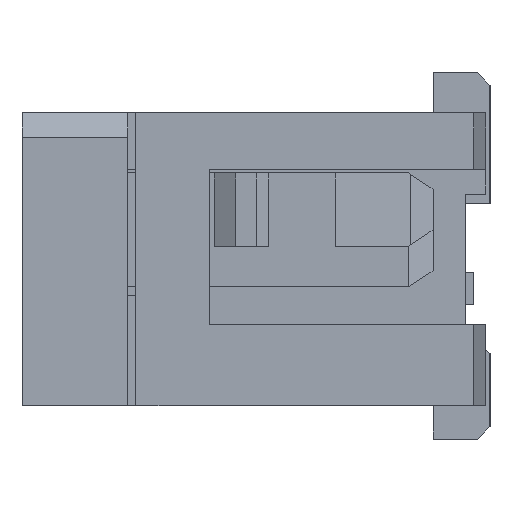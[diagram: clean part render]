
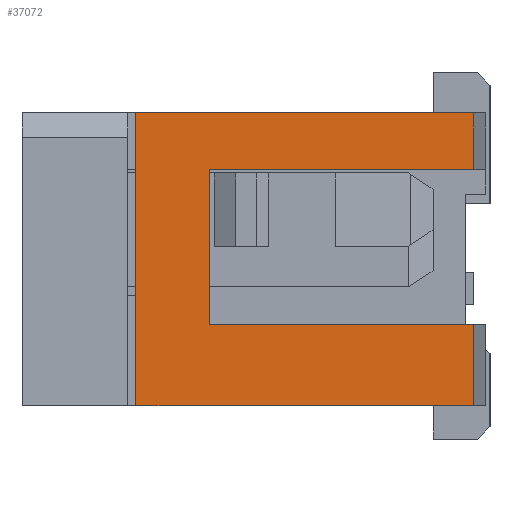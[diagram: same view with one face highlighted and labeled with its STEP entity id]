
A CAD part, left-side view. The second image highlights one B-rep face of the part: STEP entity #37072.
In plain terms, the highlighted planar face has unit normal (-1, 0, 0).
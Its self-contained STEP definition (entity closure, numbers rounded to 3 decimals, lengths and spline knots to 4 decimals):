
#1=DIRECTION('',(0.,0.,-1.));
#2=VECTOR('',#1,3.6);
#3=CARTESIAN_POINT('',(-16.425,4.3,1.8));
#4=LINE('',#3,#2);
#5=DIRECTION('',(0.,-1.,0.));
#6=VECTOR('',#5,4.15);
#7=CARTESIAN_POINT('',(-16.425,4.3,1.8));
#8=LINE('',#7,#6);
#9=DIRECTION('',(0.,0.,-1.));
#10=VECTOR('',#9,0.7);
#11=CARTESIAN_POINT('',(-16.425,0.15,1.8));
#12=LINE('',#11,#10);
#13=DIRECTION('',(0.,1.,0.));
#14=VECTOR('',#13,3.25);
#15=CARTESIAN_POINT('',(-16.425,0.15,1.1));
#16=LINE('',#15,#14);
#17=DIRECTION('',(0.,0.,-1.));
#18=VECTOR('',#17,1.9);
#19=CARTESIAN_POINT('',(-16.425,3.4,1.1));
#20=LINE('',#19,#18);
#21=DIRECTION('',(0.,0.,-1.));
#22=VECTOR('',#21,1.);
#23=CARTESIAN_POINT('',(-16.425,0.15,-0.8));
#24=LINE('',#23,#22);
#25=DIRECTION('',(0.,1.,0.));
#26=VECTOR('',#25,4.15);
#27=CARTESIAN_POINT('',(-16.425,0.15,-1.8));
#28=LINE('',#27,#26);
#11368=DIRECTION('',(0.,1.,0.));
#11369=VECTOR('',#11368,3.25);
#11370=CARTESIAN_POINT('',(-16.425,0.15,-0.8));
#11371=LINE('',#11370,#11369);
#27929=CARTESIAN_POINT('',(-16.425,4.3,1.8));
#27930=CARTESIAN_POINT('',(-16.425,4.3,-1.8));
#27931=VERTEX_POINT('',#27929);
#27932=VERTEX_POINT('',#27930);
#27941=CARTESIAN_POINT('',(-16.425,0.15,1.8));
#27942=VERTEX_POINT('',#27941);
#27957=CARTESIAN_POINT('',(-16.425,0.15,-1.8));
#27958=VERTEX_POINT('',#27957);
#28083=CARTESIAN_POINT('',(-16.425,0.15,1.1));
#28084=VERTEX_POINT('',#28083);
#28085=CARTESIAN_POINT('',(-16.425,0.15,-0.8));
#28086=VERTEX_POINT('',#28085);
#28239=CARTESIAN_POINT('',(-16.425,3.4,1.1));
#28240=CARTESIAN_POINT('',(-16.425,3.4,-0.8));
#28241=VERTEX_POINT('',#28239);
#28242=VERTEX_POINT('',#28240);
#37049=CARTESIAN_POINT('',(-16.425,0.,0.));
#37050=DIRECTION('',(1.,0.,0.));
#37051=DIRECTION('',(0.,-1.,0.));
#37052=AXIS2_PLACEMENT_3D('',#37049,#37050,#37051);
#37053=PLANE('',#37052);
#37055=ORIENTED_EDGE('',*,*,#37054,.F.);
#37057=ORIENTED_EDGE('',*,*,#37056,.T.);
#37059=ORIENTED_EDGE('',*,*,#37058,.T.);
#37061=ORIENTED_EDGE('',*,*,#37060,.T.);
#37063=ORIENTED_EDGE('',*,*,#37062,.T.);
#37065=ORIENTED_EDGE('',*,*,#37064,.F.);
#37067=ORIENTED_EDGE('',*,*,#37066,.T.);
#37069=ORIENTED_EDGE('',*,*,#37068,.T.);
#37070=EDGE_LOOP('',(#37055,#37057,#37059,#37061,#37063,#37065,#37067,#37069));
#37071=FACE_OUTER_BOUND('',#37070,.F.);
#37072=ADVANCED_FACE('',(#37071),#37053,.F.);
#37054=EDGE_CURVE('',#27931,#27932,#4,.T.);
#37056=EDGE_CURVE('',#27931,#27942,#8,.T.);
#37058=EDGE_CURVE('',#27942,#28084,#12,.T.);
#37060=EDGE_CURVE('',#28084,#28241,#16,.T.);
#37062=EDGE_CURVE('',#28241,#28242,#20,.T.);
#37064=EDGE_CURVE('',#28086,#28242,#11371,.T.);
#37066=EDGE_CURVE('',#28086,#27958,#24,.T.);
#37068=EDGE_CURVE('',#27958,#27932,#28,.T.);
